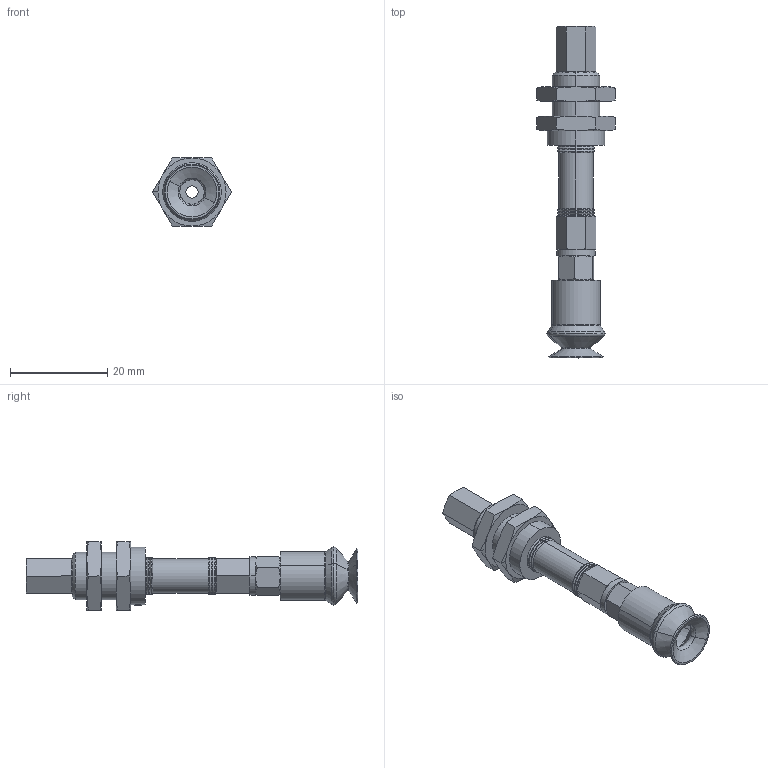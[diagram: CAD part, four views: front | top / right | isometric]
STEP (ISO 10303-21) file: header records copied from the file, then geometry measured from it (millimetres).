
FILE_DESCRIPTION (( 'STEP AP203' ), '1' );
FILE_NAME ('02.STEP', '2021-04-09T01:51:58', ( '' ), ( '' ), 'SwSTEP 2.0', 'SolidWorks 2017', '' );
FILE_SCHEMA (( 'CONFIG_CONTROL_DESIGN' ));
Length unit declared in the file: millimetre
Products named in the file (2): 02
Bounding box: 16.17 x 68.2 x 14 mm (x, y, z)
Volume: 3555.2 mm3; surface area: 4493.9 mm2
Topology: 2 solids, 4 shells, 243 faces, 539 edges, 317 vertices
Faces by surface type: cone 79, plane 58, cylinder 56, bspline 50
Entity records: 7571 total; most frequent: CARTESIAN_POINT 2261, DIRECTION 1092, ORIENTED_EDGE 1078, EDGE_CURVE 539, AXIS2_PLACEMENT_3D 472, VERTEX_POINT 317, CIRCLE 277, EDGE_LOOP 264
